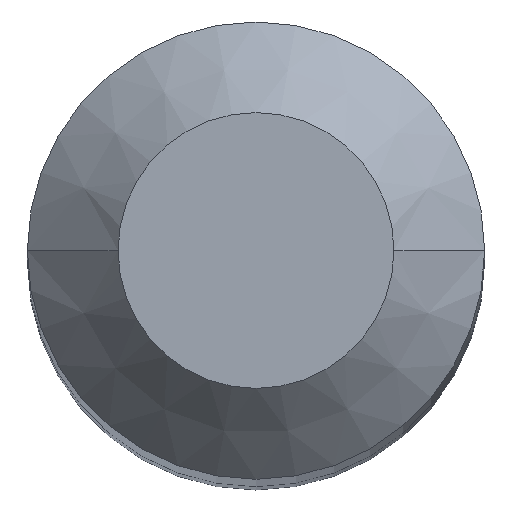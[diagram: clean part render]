
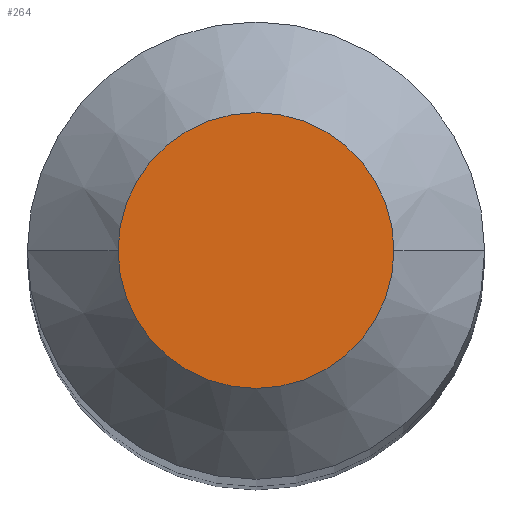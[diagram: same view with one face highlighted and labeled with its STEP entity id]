
A CAD part, top view. The second image highlights one B-rep face of the part: STEP entity #264.
In plain terms, the highlighted planar face has unit normal (0, 0, 1).
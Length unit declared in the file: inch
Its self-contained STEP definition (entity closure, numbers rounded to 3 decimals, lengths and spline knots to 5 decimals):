
#4 = CARTESIAN_POINT ( 'NONE',  ( 0., 0., 0. ) ) ;
#10 = EDGE_CURVE ( 'NONE', #221, #154, #317, .T. ) ;
#43 = ORIENTED_EDGE ( 'NONE', *, *, #52, .T. ) ;
#52 = EDGE_CURVE ( 'NONE', #154, #221, #174, .T. ) ;
#66 = DIRECTION ( 'NONE',  ( -1., 0., 0. ) ) ;
#117 = FACE_OUTER_BOUND ( 'NONE', #335, .T. ) ;
#126 = DIRECTION ( 'NONE',  ( 0., 0., 1. ) ) ;
#154 = VERTEX_POINT ( 'NONE', #262 ) ;
#163 = AXIS2_PLACEMENT_3D ( 'NONE', #4, #126, #307 ) ;
#174 = CIRCLE ( 'NONE', #333, 0.0475 ) ;
#197 = DIRECTION ( 'NONE',  ( 1., 0., 0. ) ) ;
#208 = AXIS2_PLACEMENT_3D ( 'NONE', #271, #269, #66 ) ;
#221 = VERTEX_POINT ( 'NONE', #379 ) ;
#254 = DIRECTION ( 'NONE',  ( 0., 0., 1. ) ) ;
#262 = CARTESIAN_POINT ( 'NONE',  ( -0.0475, 0., 0. ) ) ;
#264 = ADVANCED_FACE ( 'NONE', ( #117 ), #354, .F. ) ;
#269 = DIRECTION ( 'NONE',  ( 0., 0., -1. ) ) ;
#271 = CARTESIAN_POINT ( 'NONE',  ( 0., 0., 0. ) ) ;
#307 = DIRECTION ( 'NONE',  ( 1., 0., 0. ) ) ;
#317 = CIRCLE ( 'NONE', #163, 0.0475 ) ;
#324 = ORIENTED_EDGE ( 'NONE', *, *, #10, .T. ) ;
#333 = AXIS2_PLACEMENT_3D ( 'NONE', #350, #254, #197 ) ;
#335 = EDGE_LOOP ( 'NONE', ( #43, #324 ) ) ;
#350 = CARTESIAN_POINT ( 'NONE',  ( 0., 0., 0. ) ) ;
#354 = PLANE ( 'NONE',  #208 ) ;
#379 = CARTESIAN_POINT ( 'NONE',  ( 0.0475, 0., 0. ) ) ;
